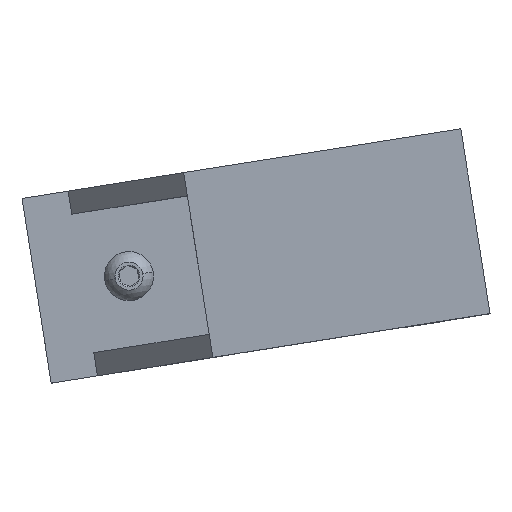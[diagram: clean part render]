
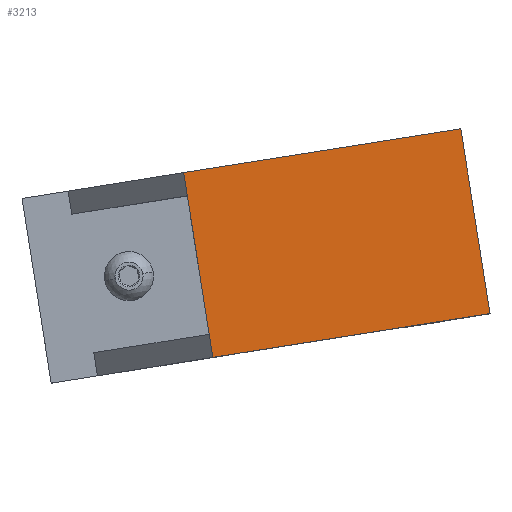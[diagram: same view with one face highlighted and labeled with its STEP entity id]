
A CAD part, top view. The second image highlights one B-rep face of the part: STEP entity #3213.
In plain terms, the highlighted face is planar.
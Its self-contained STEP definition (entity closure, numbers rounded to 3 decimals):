
#890=VERTEX_POINT('',#4265);
#893=VERTEX_POINT('',#4270);
#900=VERTEX_POINT('',#4290);
#901=VERTEX_POINT('',#4291);
#912=VERTEX_POINT('',#4331);
#913=VERTEX_POINT('',#4333);
#1180=VECTOR('',#3644,1.);
#1210=VECTOR('',#3686,1.);
#1212=VECTOR('',#3689,1.);
#1213=VECTOR('',#3690,1.);
#1399=LINE('',#4271,#1180);
#1429=LINE('',#4332,#1210);
#1431=LINE('',#4336,#1212);
#1432=LINE('',#4337,#1213);
#1627=EDGE_CURVE('',#893,#890,#1399,.T.);
#1637=EDGE_CURVE('',#900,#901,#1399,.T.);
#1640=EDGE_CURVE('',#890,#900,#1399,.T.);
#1659=EDGE_CURVE('',#913,#912,#1429,.T.);
#1661=EDGE_CURVE('',#912,#901,#1431,.T.);
#1662=EDGE_CURVE('',#913,#893,#1432,.T.);
#2145=ORIENTED_EDGE('',*,*,#1661,.T.);
#2146=ORIENTED_EDGE('',*,*,#1637,.F.);
#2147=ORIENTED_EDGE('',*,*,#1640,.F.);
#2148=ORIENTED_EDGE('',*,*,#1627,.F.);
#2149=ORIENTED_EDGE('',*,*,#1662,.F.);
#2150=ORIENTED_EDGE('',*,*,#1659,.T.);
#2882=EDGE_LOOP('',(#2145,#2146,#2147,#2148,#2149,#2150));
#3050=FACE_BOUND('',#2882,.T.);
#3213=ADVANCED_FACE('',(#3050),#11774,.T.);
#3375=AXIS2_PLACEMENT_3D('',#4335,#3688,$);
#3644=DIRECTION('',(0.,1.,0.));
#3686=DIRECTION('',(0.,1.,0.));
#3688=DIRECTION('',(0.,0.,-1.));
#3689=DIRECTION('',(1.,0.,0.));
#3690=DIRECTION('',(1.,0.,0.));
#4265=CARTESIAN_POINT('',(-35.,-15.,-30.));
#4270=CARTESIAN_POINT('',(-35.,-20.,-30.));
#4271=CARTESIAN_POINT('',(-35.,-20.,-30.));
#4290=CARTESIAN_POINT('',(-35.,15.,-30.));
#4291=CARTESIAN_POINT('',(-35.,20.,-30.));
#4331=CARTESIAN_POINT('',(-95.,20.,-30.));
#4332=CARTESIAN_POINT('',(-95.,-20.,-30.));
#4333=CARTESIAN_POINT('',(-95.,-20.,-30.));
#4335=CARTESIAN_POINT('',(-65.,-20.,-30.));
#4336=CARTESIAN_POINT('',(-95.,20.,-30.));
#4337=CARTESIAN_POINT('',(-95.,-20.,-30.));
#11774=PLANE('',#3375);
